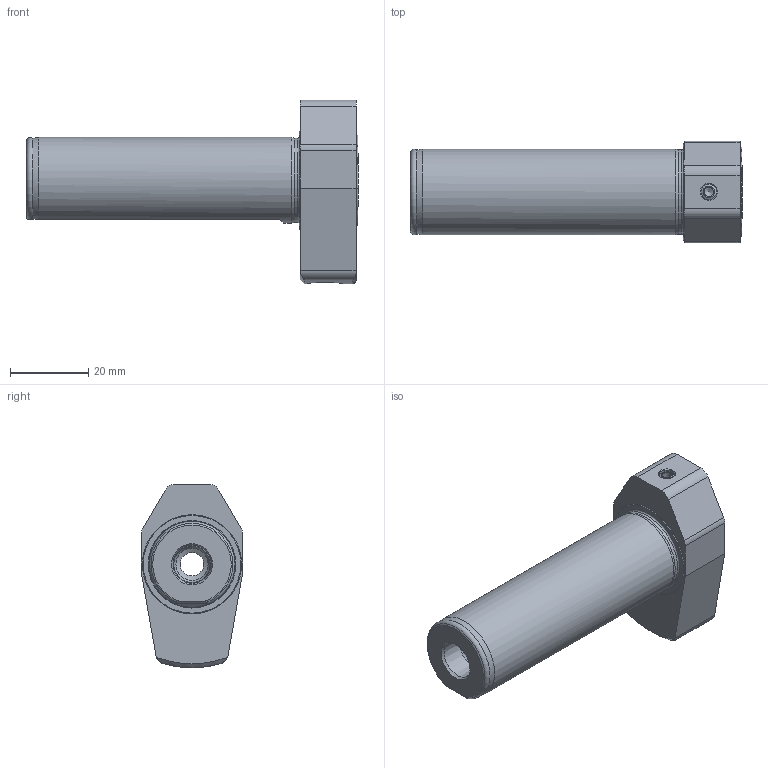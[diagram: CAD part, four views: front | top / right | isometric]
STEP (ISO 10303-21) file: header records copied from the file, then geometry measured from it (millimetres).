
FILE_DESCRIPTION((''),'2;1');
FILE_NAME('047002210070-3D.stp','2022-03-01T10:32:37',('nttooll'),(''),'Autodesk Inventor 2012','Autodesk Inventor 2012','');
FILE_SCHEMA(('AUTOMOTIVE_DESIGN { 1 0 10303 214 1 1 1 1 }'));
Length unit declared in the file: millimetre
Products named in the file (1): 047002210070-3D
Bounding box: 85 x 26 x 47 mm (x, y, z)
Volume: 34473.2 mm3; surface area: 11242 mm2
Topology: 1 solids, 1 shells, 62 faces, 138 edges, 86 vertices
Faces by surface type: plane 20, cylinder 19, cone 19, torus 4
Full cylindrical faces by diameter (mm): 2.309 x1, 4 x2, 4.619 x1, 6 x1, 8.2 x1, 9 x1, 10 x1, 10.4 x1, 10.5 x1, 21.6 x1, 22 x1
Entity records: 1678 total; most frequent: CARTESIAN_POINT 390, DIRECTION 275, ORIENTED_EDGE 210, AXIS2_PLACEMENT_3D 121, EDGE_CURVE 105, EDGE_LOOP 102, VERTEX_POINT 83, FACE_OUTER_BOUND 62
